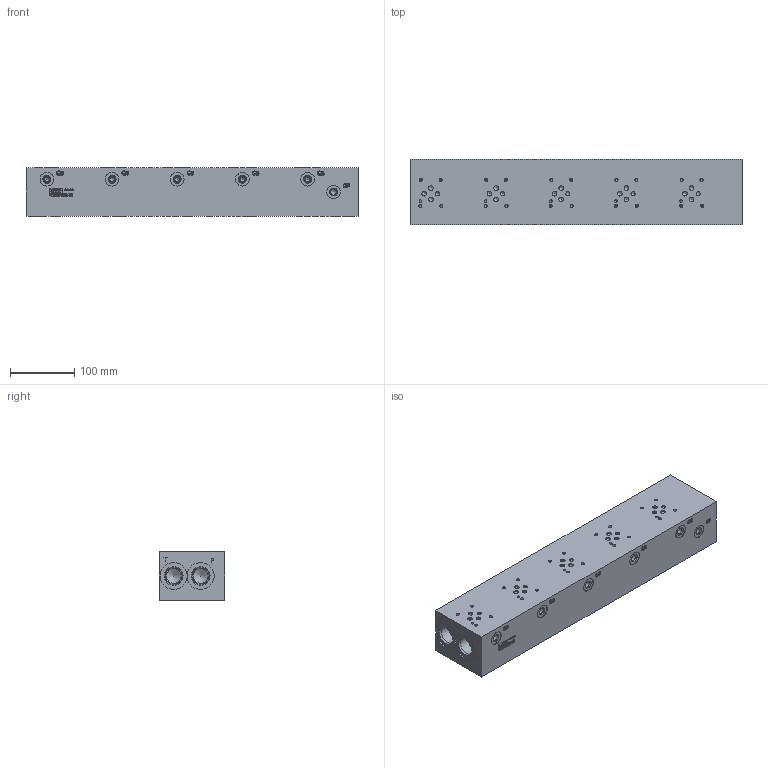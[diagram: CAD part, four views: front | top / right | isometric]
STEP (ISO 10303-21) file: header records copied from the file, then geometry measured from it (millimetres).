
FILE_DESCRIPTION(/* description */ (''),/* implementation_level */ '2;1');
FILE_NAME(/* name */ '_D03PB054S.stp',/* time_stamp */ '2021-01-22T16:41:48-05:00',/* author */ ('devonn'),/* organization */ (''),/* preprocessor_version */ 'ST-DEVELOPER v17',/* originating_system */ 'Autodesk Inventor 2019',/* authorisation */ '');
FILE_SCHEMA (('AUTOMOTIVE_DESIGN { 1 0 10303 214 3 1 1 }'));
Length unit declared in the file: millimetre
Products named in the file (1): Part_AD03PB054S_3D
Bounding box: 517.52 x 101.6 x 76.2 mm (x, y, z)
Volume: 3799478.5 mm3; surface area: 244215.6 mm2
Topology: 1 solids, 1 shells, 1520 faces, 4148 edges, 2811 vertices
Faces by surface type: plane 728, bspline 436, cylinder 199, cone 157
Full cylindrical faces by diameter (mm): 3.785 x20, 3.962 x5, 4.826 x20, 6.35 x5, 7.137 x25, 7.925 x6, 9.525 x7, 9.881 x11, 11.125 x11, 15.875 x10, 17.501 x10, 19.05 x10, 19.253 x10, 21.285 x11, 23.012 x4, 24.917 x6, 26.99 x6, 27.432 x6, 30.632 x10, 42.037 x6
Entity records: 51259 total; most frequent: CARTESIAN_POINT 14070, ORIENTED_EDGE 8140, DIRECTION 6139, EDGE_CURVE 4070, VERTEX_POINT 2811, LINE 2427, VECTOR 2427, AXIS2_PLACEMENT_3D 1856
